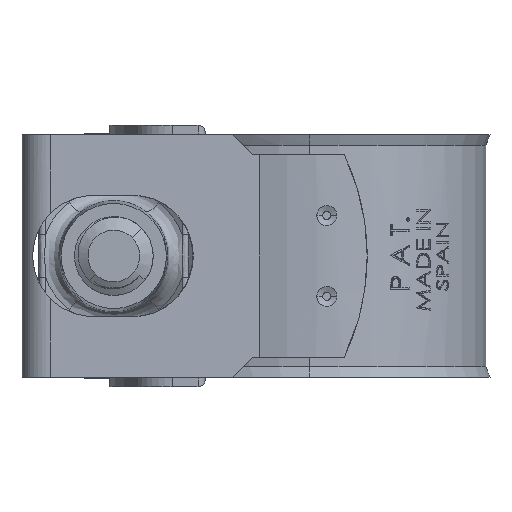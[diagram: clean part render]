
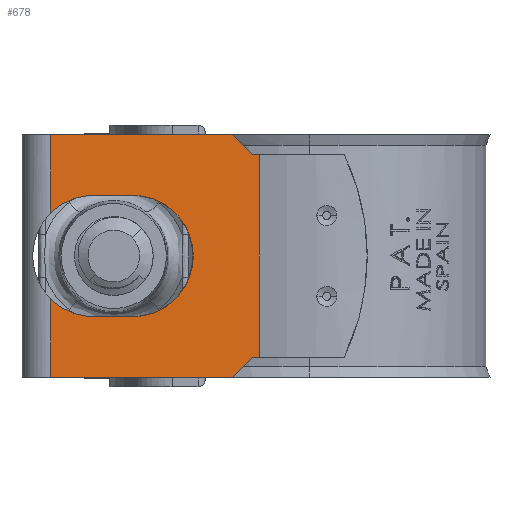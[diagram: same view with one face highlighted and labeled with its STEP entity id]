
A CAD part, left-side view. The second image highlights one B-rep face of the part: STEP entity #678.
In plain terms, the highlighted planar face has unit normal (-0.998, -0.061, 0).
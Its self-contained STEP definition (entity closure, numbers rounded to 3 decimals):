
#678 = ADVANCED_FACE ( 'NONE', ( #27529 ), #3893, .T. ) ;
#841 = DIRECTION ( 'NONE',  ( 0.043, -0.706, 0.707 ) ) ;
#1013 = LINE ( 'NONE', #52853, #47768 ) ;
#1130 = EDGE_CURVE ( 'NONE', #52270, #20941, #40228, .T. ) ;
#1532 = CARTESIAN_POINT ( 'NONE',  ( -14.074, 13.102, -9. ) ) ;
#1590 = LINE ( 'NONE', #49692, #22874 ) ;
#3209 = ORIENTED_EDGE ( 'NONE', *, *, #12093, .F. ) ;
#3865 = CARTESIAN_POINT ( 'NONE',  ( -14.251, 15.997, -4.5 ) ) ;
#3893 = PLANE ( 'NONE',  #48290 ) ;
#4555 = ORIENTED_EDGE ( 'NONE', *, *, #53520, .F. ) ;
#5011 = VERTEX_POINT ( 'NONE', #28331 ) ;
#5425 = CARTESIAN_POINT ( 'NONE',  ( -14.446, 19.194, -5.84 ) ) ;
#5533 = CARTESIAN_POINT ( 'NONE',  ( -14.251, 15.997, -9. ) ) ;
#5808 = CIRCLE ( 'NONE', #38946, 4.5 ) ;
#5887 = VECTOR ( 'NONE', #841, 1000. ) ;
#6125 = VERTEX_POINT ( 'NONE', #37842 ) ;
#6708 = DIRECTION ( 'NONE',  ( 0., 0., 1. ) ) ;
#7014 = CARTESIAN_POINT ( 'NONE',  ( -13.463, 3.095, -16.5 ) ) ;
#7476 = CARTESIAN_POINT ( 'NONE',  ( -14.251, 15.997, -9. ) ) ;
#8061 = CARTESIAN_POINT ( 'NONE',  ( -14.251, 15.997, -13.5 ) ) ;
#8164 = VECTOR ( 'NONE', #14816, 1000. ) ;
#9034 = CARTESIAN_POINT ( 'NONE',  ( -13.5, 3.708, -16.5 ) ) ;
#9419 = VECTOR ( 'NONE', #46200, 1000. ) ;
#10639 = CARTESIAN_POINT ( 'NONE',  ( -14.446, 19.194, -18. ) ) ;
#11137 = VERTEX_POINT ( 'NONE', #8061 ) ;
#12093 = EDGE_CURVE ( 'NONE', #52915, #13399, #1590, .T. ) ;
#12571 = VECTOR ( 'NONE', #6708, 1000. ) ;
#12783 = DIRECTION ( 'NONE',  ( -0.998, -0.061, 0. ) ) ;
#13399 = VERTEX_POINT ( 'NONE', #3865 ) ;
#13475 = DIRECTION ( 'NONE',  ( 0., 0., 1. ) ) ;
#14816 = DIRECTION ( 'NONE',  ( 0.061, -0.998, 0. ) ) ;
#15268 = CARTESIAN_POINT ( 'NONE',  ( -13.8, 8.61, -9. ) ) ;
#15472 = DIRECTION ( 'NONE',  ( -0.043, 0.706, 0.707 ) ) ;
#15655 = VECTOR ( 'NONE', #42398, 1000. ) ;
#16203 = EDGE_CURVE ( 'NONE', #13399, #54435, #55462, .T. ) ;
#16631 = ORIENTED_EDGE ( 'NONE', *, *, #20962, .F. ) ;
#17068 = DIRECTION ( 'NONE',  ( 0., 0., 1. ) ) ;
#17397 = LINE ( 'NONE', #10639, #8164 ) ;
#18006 = EDGE_CURVE ( 'NONE', #5011, #45884, #29067, .T. ) ;
#18852 = ORIENTED_EDGE ( 'NONE', *, *, #31890, .F. ) ;
#18950 = VERTEX_POINT ( 'NONE', #22676 ) ;
#19104 = CARTESIAN_POINT ( 'NONE',  ( -14.074, 13.102, -13.5 ) ) ;
#19368 = LINE ( 'NONE', #7014, #27858 ) ;
#19604 = ORIENTED_EDGE ( 'NONE', *, *, #58438, .T. ) ;
#20037 = DIRECTION ( 'NONE',  ( -0.998, -0.061, 0. ) ) ;
#20777 = DIRECTION ( 'NONE',  ( 0.061, -0.998, 0. ) ) ;
#20941 = VERTEX_POINT ( 'NONE', #15268 ) ;
#20962 = EDGE_CURVE ( 'NONE', #18950, #11137, #5808, .T. ) ;
#22498 = LINE ( 'NONE', #33784, #12571 ) ;
#22676 = CARTESIAN_POINT ( 'NONE',  ( -14.446, 19.194, -12.16 ) ) ;
#22874 = VECTOR ( 'NONE', #23035, 1000. ) ;
#23035 = DIRECTION ( 'NONE',  ( -0.061, 0.998, 0. ) ) ;
#23091 = ORIENTED_EDGE ( 'NONE', *, *, #27613, .T. ) ;
#23413 = AXIS2_PLACEMENT_3D ( 'NONE', #1532, #28266, #37531 ) ;
#23446 = CARTESIAN_POINT ( 'NONE',  ( -13.531, 4.208, -16.5 ) ) ;
#23466 = CARTESIAN_POINT ( 'NONE',  ( -14.446, 19.194, -18. ) ) ;
#24208 = ORIENTED_EDGE ( 'NONE', *, *, #1130, .F. ) ;
#24323 = LINE ( 'NONE', #19104, #9419 ) ;
#24377 = CARTESIAN_POINT ( 'NONE',  ( -14.446, 19.194, -18. ) ) ;
#24832 = LINE ( 'NONE', #42941, #58043 ) ;
#25171 = CIRCLE ( 'NONE', #37767, 4.5 ) ;
#26189 = ORIENTED_EDGE ( 'NONE', *, *, #38689, .F. ) ;
#26303 = ORIENTED_EDGE ( 'NONE', *, *, #43397, .F. ) ;
#27529 = FACE_OUTER_BOUND ( 'NONE', #52237, .T. ) ;
#27613 = EDGE_CURVE ( 'NONE', #45884, #28723, #24832, .T. ) ;
#27858 = VECTOR ( 'NONE', #38443, 1000. ) ;
#28266 = DIRECTION ( 'NONE',  ( -0.998, -0.061, 0. ) ) ;
#28303 = DIRECTION ( 'NONE',  ( 0.061, -0.998, 0. ) ) ;
#28331 = CARTESIAN_POINT ( 'NONE',  ( -13.5, 3.708, -1.5 ) ) ;
#28495 = CARTESIAN_POINT ( 'NONE',  ( -14.074, 13.102, -4.5 ) ) ;
#28723 = VERTEX_POINT ( 'NONE', #51552 ) ;
#28907 = DIRECTION ( 'NONE',  ( -0.061, 0.998, 0. ) ) ;
#29067 = LINE ( 'NONE', #37599, #15655 ) ;
#29717 = DIRECTION ( 'NONE',  ( 0.061, -0.998, 0. ) ) ;
#30491 = VERTEX_POINT ( 'NONE', #40198 ) ;
#31890 = EDGE_CURVE ( 'NONE', #20941, #52915, #25171, .T. ) ;
#32921 = EDGE_CURVE ( 'NONE', #38086, #5011, #22498, .T. ) ;
#33784 = CARTESIAN_POINT ( 'NONE',  ( -13.5, 3.708, -18. ) ) ;
#35095 = CARTESIAN_POINT ( 'NONE',  ( -14.074, 13.102, -9. ) ) ;
#36277 = LINE ( 'NONE', #41445, #5887 ) ;
#36287 = ORIENTED_EDGE ( 'NONE', *, *, #57285, .T. ) ;
#36477 = LINE ( 'NONE', #40186, #48534 ) ;
#37531 = DIRECTION ( 'NONE',  ( 0.061, -0.998, 0. ) ) ;
#37599 = CARTESIAN_POINT ( 'NONE',  ( -13.463, 3.095, -1.5 ) ) ;
#37757 = DIRECTION ( 'NONE',  ( -0.998, -0.061, 0. ) ) ;
#37767 = AXIS2_PLACEMENT_3D ( 'NONE', #35095, #12783, #39680 ) ;
#37842 = CARTESIAN_POINT ( 'NONE',  ( -14.446, 19.194, 0. ) ) ;
#38086 = VERTEX_POINT ( 'NONE', #9034 ) ;
#38443 = DIRECTION ( 'NONE',  ( 0.061, -0.998, 0. ) ) ;
#38689 = EDGE_CURVE ( 'NONE', #52969, #18950, #36477, .T. ) ;
#38946 = AXIS2_PLACEMENT_3D ( 'NONE', #5533, #37757, #28303 ) ;
#39539 = LINE ( 'NONE', #56803, #43080 ) ;
#39680 = DIRECTION ( 'NONE',  ( 0.061, -0.998, 0. ) ) ;
#40186 = CARTESIAN_POINT ( 'NONE',  ( -14.446, 19.194, -18. ) ) ;
#40198 = CARTESIAN_POINT ( 'NONE',  ( -13.622, 5.706, -18. ) ) ;
#40228 = CIRCLE ( 'NONE', #23413, 4.5 ) ;
#40964 = ORIENTED_EDGE ( 'NONE', *, *, #18006, .T. ) ;
#41445 = CARTESIAN_POINT ( 'NONE',  ( -13.588, 5.148, -17.441 ) ) ;
#42398 = DIRECTION ( 'NONE',  ( -0.061, 0.998, 0. ) ) ;
#42894 = VERTEX_POINT ( 'NONE', #23446 ) ;
#42941 = CARTESIAN_POINT ( 'NONE',  ( -13.588, 5.148, -0.559 ) ) ;
#43080 = VECTOR ( 'NONE', #29717, 1000. ) ;
#43397 = EDGE_CURVE ( 'NONE', #54435, #6125, #1013, .T. ) ;
#45111 = ORIENTED_EDGE ( 'NONE', *, *, #58337, .F. ) ;
#45884 = VERTEX_POINT ( 'NONE', #50326 ) ;
#46200 = DIRECTION ( 'NONE',  ( 0.061, -0.998, 0. ) ) ;
#47768 = VECTOR ( 'NONE', #17068, 1000. ) ;
#48121 = EDGE_CURVE ( 'NONE', #42894, #38086, #19368, .T. ) ;
#48290 = AXIS2_PLACEMENT_3D ( 'NONE', #23466, #20037, #28907 ) ;
#48534 = VECTOR ( 'NONE', #13475, 1000. ) ;
#48886 = AXIS2_PLACEMENT_3D ( 'NONE', #7476, #52794, #20777 ) ;
#49609 = ORIENTED_EDGE ( 'NONE', *, *, #16203, .F. ) ;
#49692 = CARTESIAN_POINT ( 'NONE',  ( -14.074, 13.102, -4.5 ) ) ;
#50326 = CARTESIAN_POINT ( 'NONE',  ( -13.531, 4.208, -1.5 ) ) ;
#51385 = ORIENTED_EDGE ( 'NONE', *, *, #32921, .T. ) ;
#51552 = CARTESIAN_POINT ( 'NONE',  ( -13.622, 5.706, 0. ) ) ;
#52237 = EDGE_LOOP ( 'NONE', ( #49609, #3209, #18852, #24208, #45111, #16631, #26189, #36287, #19604, #56329, #51385, #40964, #23091, #4555, #26303 ) ) ;
#52270 = VERTEX_POINT ( 'NONE', #57286 ) ;
#52794 = DIRECTION ( 'NONE',  ( -0.998, -0.061, 0. ) ) ;
#52853 = CARTESIAN_POINT ( 'NONE',  ( -14.446, 19.194, -18. ) ) ;
#52915 = VERTEX_POINT ( 'NONE', #28495 ) ;
#52969 = VERTEX_POINT ( 'NONE', #24377 ) ;
#53520 = EDGE_CURVE ( 'NONE', #6125, #28723, #39539, .T. ) ;
#54435 = VERTEX_POINT ( 'NONE', #5425 ) ;
#55462 = CIRCLE ( 'NONE', #48886, 4.5 ) ;
#56329 = ORIENTED_EDGE ( 'NONE', *, *, #48121, .T. ) ;
#56803 = CARTESIAN_POINT ( 'NONE',  ( -14.446, 19.194, 0. ) ) ;
#57285 = EDGE_CURVE ( 'NONE', #52969, #30491, #17397, .T. ) ;
#57286 = CARTESIAN_POINT ( 'NONE',  ( -14.074, 13.102, -13.5 ) ) ;
#58043 = VECTOR ( 'NONE', #15472, 1000. ) ;
#58337 = EDGE_CURVE ( 'NONE', #11137, #52270, #24323, .T. ) ;
#58438 = EDGE_CURVE ( 'NONE', #30491, #42894, #36277, .T. ) ;
